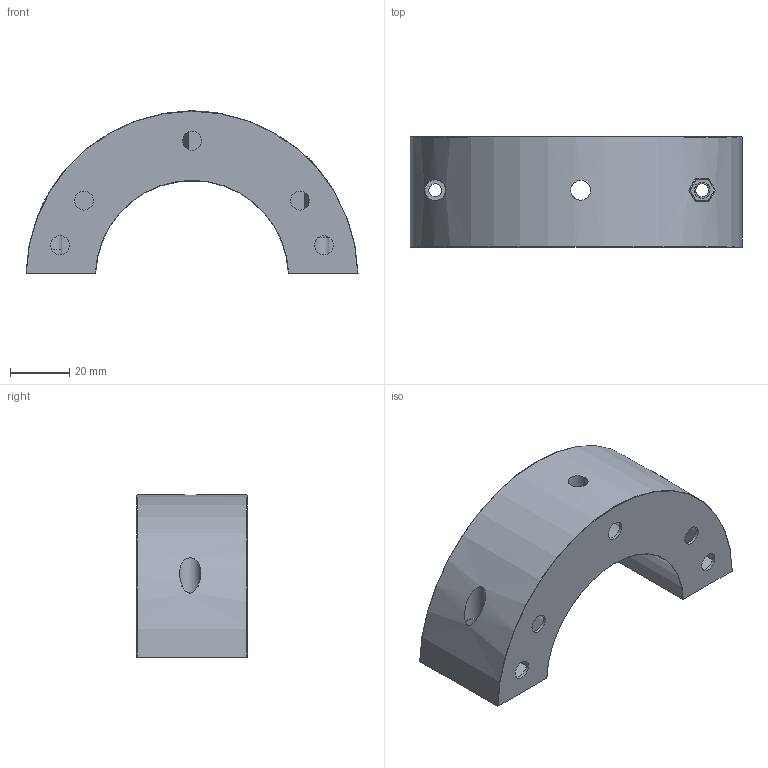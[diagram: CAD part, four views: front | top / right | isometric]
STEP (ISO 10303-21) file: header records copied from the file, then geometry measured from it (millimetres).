
FILE_DESCRIPTION(/* description */ (''),/* implementation_level */ '2;1');
FILE_NAME(/* name */ 'buoy version 16.5.5 eyeboltipt.step',/* time_stamp */ '2025-07-09T15:36:23-04:00',/* author */ (''),/* organization */ (''),/* preprocessor_version */ 'ST-DEVELOPER v20.1',/* originating_system */ 'Autodesk Translation Framework v14.10.0.0',/* authorisation */ '');
FILE_SCHEMA (('AUTOMOTIVE_DESIGN { 1 0 10303 214 3 1 1 }'));
Length unit declared in the file: millimetre
Products named in the file (1): Buoy Rework
Bounding box: 111.97 x 37.25 x 54.66 mm (x, y, z)
Volume: 31924.7 mm3; surface area: 37124.1 mm2
Topology: 5 solids, 5 shells, 138 faces, 347 edges, 217 vertices
Faces by surface type: plane 109, cylinder 24, torus 4, bspline 1
Full cylindrical faces by diameter (mm): 4.32 x1, 4.4 x2, 5.4 x3, 6.35 x5, 6.7 x1, 7 x1, 7.2 x2
Entity records: 4350 total; most frequent: CARTESIAN_POINT 914, DIRECTION 703, ORIENTED_EDGE 694, EDGE_CURVE 347, AXIS2_PLACEMENT_3D 237, LINE 229, VECTOR 229, VERTEX_POINT 217
